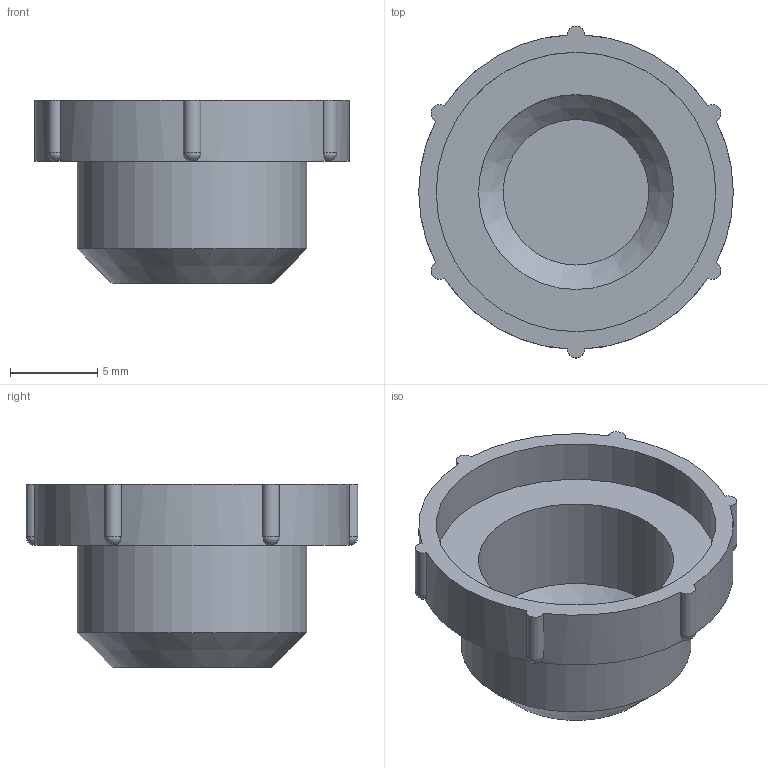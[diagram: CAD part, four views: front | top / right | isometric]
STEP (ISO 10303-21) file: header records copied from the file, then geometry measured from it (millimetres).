
FILE_DESCRIPTION( ( 'Unknown' ), '1' );
FILE_NAME( '7370851.stp', 'Unknown', ( 'Unknown' ), ( 'Unknown' ), 'PSStep 14.0', 'Unknown', ' ' );
FILE_SCHEMA( ( 'AUTOMOTIVE_DESIGN { 1 0 10303 214 1 1 1 1 }' ) );
Length unit declared in the file: millimetre
Products named in the file (1): 1
Bounding box: 18 x 19 x 10.5 mm (x, y, z)
Volume: 621.1 mm3; surface area: 1297.5 mm2
Topology: 1 solids, 1 shells, 28 faces, 67 edges, 38 vertices
Faces by surface type: cylinder 15, sphere 6, plane 5, cone 2
Full cylindrical faces by diameter (mm): 11.157 x1, 13.157 x1, 16 x1
Entity records: 1024 total; most frequent: CARTESIAN_POINT 183, DIRECTION 134, ORIENTED_EDGE 112, AXIS2_PLACEMENT_3D 61, EDGE_CURVE 56, VERTEX_POINT 38, EDGE_LOOP 36, CIRCLE 32
